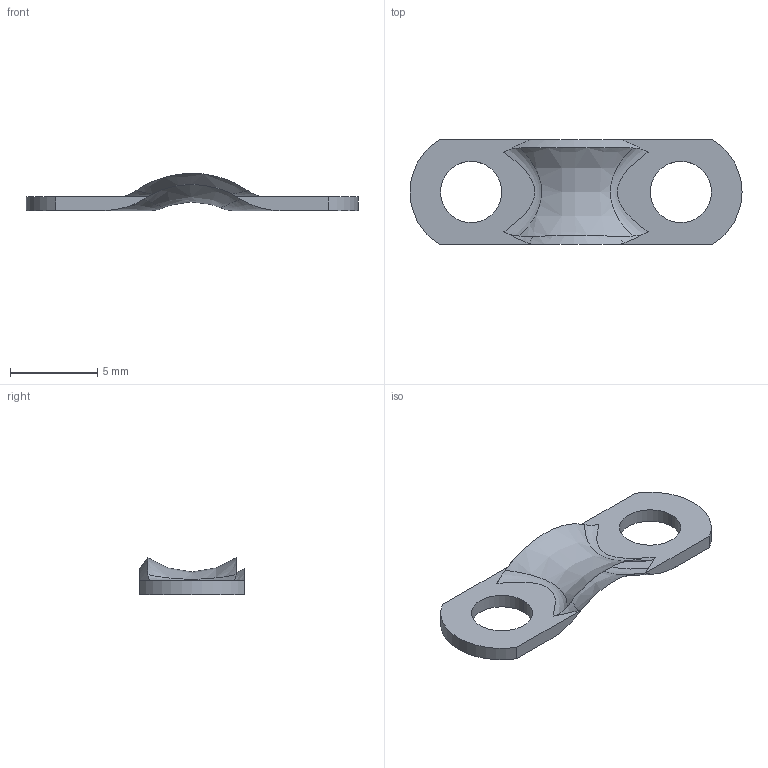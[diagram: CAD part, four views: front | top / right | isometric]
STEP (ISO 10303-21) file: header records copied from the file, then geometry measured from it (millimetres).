
FILE_DESCRIPTION (( 'STEP AP214' ), '1' );
FILE_NAME ('1435019.stp', '2019-11-20T08:57:31', ( '' ), ( '' ), 'SwSTEP 2.0', 'SolidWorks 2018', '' );
FILE_SCHEMA (( 'AUTOMOTIVE_DESIGN' ));
Length unit declared in the file: millimetre
Products named in the file (1): 1435019
Bounding box: 19 x 6 x 2.14 mm (x, y, z)
Volume: 71.1 mm3; surface area: 233.2 mm2
Topology: 1 solids, 1 shells, 23 faces, 59 edges, 38 vertices
Faces by surface type: plane 8, bspline 8, cylinder 7
Entity records: 5538 total; most frequent: CARTESIAN_POINT 5006, ORIENTED_EDGE 118, DIRECTION 77, EDGE_CURVE 59, VERTEX_POINT 38, AXIS2_PLACEMENT_3D 30, B_SPLINE_CURVE_WITH_KNOTS 28, EDGE_LOOP 27
